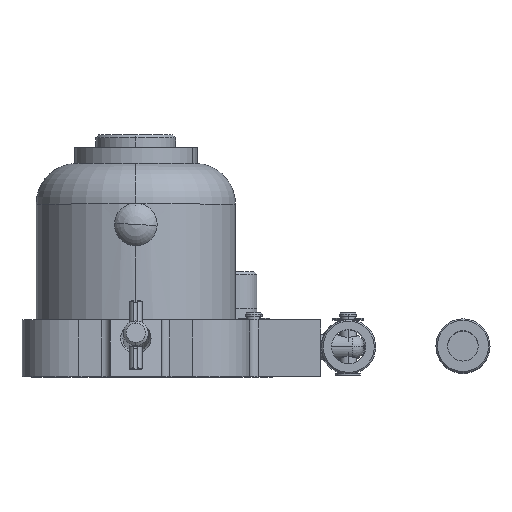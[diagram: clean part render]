
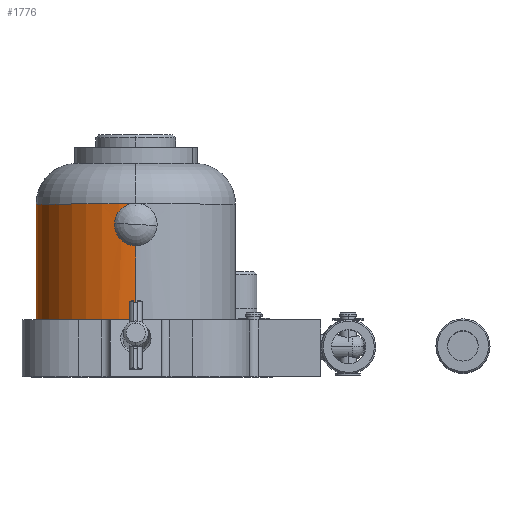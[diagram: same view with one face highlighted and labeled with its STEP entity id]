
A CAD part, top view. The second image highlights one B-rep face of the part: STEP entity #1776.
In plain terms, the highlighted cylindrical face has radius 35.05 mm (diameter 70.1 mm), a partial arc.
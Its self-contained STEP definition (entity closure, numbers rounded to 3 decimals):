
#46 = CARTESIAN_POINT ( 'NONE',  ( -3.419, 49.658, 34.884 ) ) ;
#221 = DIRECTION ( 'NONE',  ( 0., 0., 1. ) ) ;
#728 = AXIS2_PLACEMENT_3D ( 'NONE', #10915, #4654, #7993 ) ;
#736 = LINE ( 'NONE', #4274, #9697 ) ;
#1443 = EDGE_CURVE ( 'NONE', #4208, #20658, #6971, .T. ) ;
#1756 = CARTESIAN_POINT ( 'NONE',  ( -4.51, 50.917, 34.76 ) ) ;
#1776 = ADVANCED_FACE ( 'NONE', ( #16938 ), #8018, .T. ) ;
#3363 = CARTESIAN_POINT ( 'NONE',  ( -0.678, 48.4, 35.05 ) ) ;
#3431 = CARTESIAN_POINT ( 'NONE',  ( -5.174, 52.829, 34.666 ) ) ;
#4167 = DIRECTION ( 'NONE',  ( 0., 1., 0. ) ) ;
#4208 = VERTEX_POINT ( 'NONE', #11327 ) ;
#4274 = CARTESIAN_POINT ( 'NONE',  ( 0., 88.213, -35.05 ) ) ;
#4654 = DIRECTION ( 'NONE',  ( 0., 1., 0. ) ) ;
#5127 = CARTESIAN_POINT ( 'NONE',  ( -5.041, 54.816, 34.687 ) ) ;
#5162 = CARTESIAN_POINT ( 'NONE',  ( 0., 60.7, 35.05 ) ) ;
#6829 = CARTESIAN_POINT ( 'NONE',  ( -4.139, 56.632, 34.808 ) ) ;
#6971 = CIRCLE ( 'NONE', #11715, 35.05 ) ;
#7764 = EDGE_CURVE ( 'NONE', #4208, #16805, #736, .T. ) ;
#7993 = DIRECTION ( 'NONE',  ( 0., 0., 1. ) ) ;
#8018 = CYLINDRICAL_SURFACE ( 'NONE', #728, 35.05 ) ;
#8179 = EDGE_LOOP ( 'NONE', ( #11848, #15772, #16479, #14113, #14993, #9447 ) ) ;
#8453 = CARTESIAN_POINT ( 'NONE',  ( -2.301, 48.925, 34.976 ) ) ;
#8534 = CARTESIAN_POINT ( 'NONE',  ( -2.621, 57.946, 34.958 ) ) ;
#8578 = LINE ( 'NONE', #21474, #16969 ) ;
#8595 = CARTESIAN_POINT ( 'NONE',  ( 0., 58.6, 35.05 ) ) ;
#8600 = LINE ( 'NONE', #14890, #12527 ) ;
#9447 = ORIENTED_EDGE ( 'NONE', *, *, #20709, .F. ) ;
#9494 = VERTEX_POINT ( 'NONE', #5162 ) ;
#9697 = VECTOR ( 'NONE', #4167, 1000. ) ;
#10121 = VERTEX_POINT ( 'NONE', #17399 ) ;
#10161 = CARTESIAN_POINT ( 'NONE',  ( -3.159, 49.448, 34.908 ) ) ;
#10301 = CARTESIAN_POINT ( 'NONE',  ( 0., 60.7, -35.05 ) ) ;
#10332 = DIRECTION ( 'NONE',  ( 0., 1., 0. ) ) ;
#10915 = CARTESIAN_POINT ( 'NONE',  ( 0., 88.213, 0. ) ) ;
#11327 = CARTESIAN_POINT ( 'NONE',  ( 0., 19.5, -35.05 ) ) ;
#11715 = AXIS2_PLACEMENT_3D ( 'NONE', #15335, #15198, #15203 ) ;
#11791 = CARTESIAN_POINT ( 'NONE',  ( 0., 19.5, 35.05 ) ) ;
#11825 = CARTESIAN_POINT ( 'NONE',  ( -4.139, 50.366, 34.808 ) ) ;
#11848 = ORIENTED_EDGE ( 'NONE', *, *, #7764, .F. ) ;
#12527 = VECTOR ( 'NONE', #16560, 1000. ) ;
#13508 = CARTESIAN_POINT ( 'NONE',  ( -5.04, 52.177, 34.687 ) ) ;
#13814 = CIRCLE ( 'NONE', #15699, 35.05 ) ;
#14113 = ORIENTED_EDGE ( 'NONE', *, *, #21202, .T. ) ;
#14727 = VERTEX_POINT ( 'NONE', #18332 ) ;
#14785 = DIRECTION ( 'NONE',  ( 0., 1., 0. ) ) ;
#14890 = CARTESIAN_POINT ( 'NONE',  ( 0., 88.213, 35.05 ) ) ;
#14993 = ORIENTED_EDGE ( 'NONE', *, *, #20512, .T. ) ;
#15121 = CARTESIAN_POINT ( 'NONE',  ( 0., 48.4, 35.05 ) ) ;
#15196 = CARTESIAN_POINT ( 'NONE',  ( -5.174, 54.165, 34.666 ) ) ;
#15198 = DIRECTION ( 'NONE',  ( 0., 1., 0. ) ) ;
#15203 = DIRECTION ( 'NONE',  ( 0., 0., 1. ) ) ;
#15335 = CARTESIAN_POINT ( 'NONE',  ( 0., 19.5, 0. ) ) ;
#15699 = AXIS2_PLACEMENT_3D ( 'NONE', #20384, #10332, #221 ) ;
#15772 = ORIENTED_EDGE ( 'NONE', *, *, #1443, .T. ) ;
#16479 = ORIENTED_EDGE ( 'NONE', *, *, #19956, .T. ) ;
#16560 = DIRECTION ( 'NONE',  ( 0., 1., 0. ) ) ;
#16805 = VERTEX_POINT ( 'NONE', #10301 ) ;
#16880 = CARTESIAN_POINT ( 'NONE',  ( -4.51, 56.082, 34.76 ) ) ;
#16938 = FACE_OUTER_BOUND ( 'NONE', #8179, .T. ) ;
#16969 = VECTOR ( 'NONE', #14785, 1000. ) ;
#17399 = CARTESIAN_POINT ( 'NONE',  ( 0., 48.4, 35.05 ) ) ;
#18332 = CARTESIAN_POINT ( 'NONE',  ( 0., 58.6, 35.05 ) ) ;
#18512 = CARTESIAN_POINT ( 'NONE',  ( -1.339, 48.531, 35.03 ) ) ;
#18587 = CARTESIAN_POINT ( 'NONE',  ( -3.18, 57.578, 34.909 ) ) ;
#18651 = CARTESIAN_POINT ( 'NONE',  ( -0.681, 58.6, 35.05 ) ) ;
#19956 = EDGE_CURVE ( 'NONE', #20658, #10121, #8600, .T. ) ;
#20201 = CARTESIAN_POINT ( 'NONE',  ( -2.6, 49.081, 34.955 ) ) ;
#20204 = B_SPLINE_CURVE_WITH_KNOTS ( 'NONE', 3,
 ( #15121, #3363, #18512, #8453, #20201, #10161, #46, #11825, #1756, #13508, #3431, #15196, #5127, #16880, #6829, #18587, #8534, #20270, #18651, #8595 ),
 .UNSPECIFIED., .F., .F.,
 ( 4, 2, 2, 2, 2, 2, 2, 2, 2, 4 ),
 ( 0., 0.062, 0.094, 0.125, 0.187, 0.25, 0.312, 0.375, 0.437, 0.5 ),
 .UNSPECIFIED. ) ;
#20270 = CARTESIAN_POINT ( 'NONE',  ( -1.345, 58.468, 35.03 ) ) ;
#20384 = CARTESIAN_POINT ( 'NONE',  ( 0., 60.7, 0. ) ) ;
#20512 = EDGE_CURVE ( 'NONE', #14727, #9494, #8578, .T. ) ;
#20658 = VERTEX_POINT ( 'NONE', #11791 ) ;
#20709 = EDGE_CURVE ( 'NONE', #16805, #9494, #13814, .T. ) ;
#21202 = EDGE_CURVE ( 'NONE', #10121, #14727, #20204, .T. ) ;
#21474 = CARTESIAN_POINT ( 'NONE',  ( 0., 88.213, 35.05 ) ) ;
